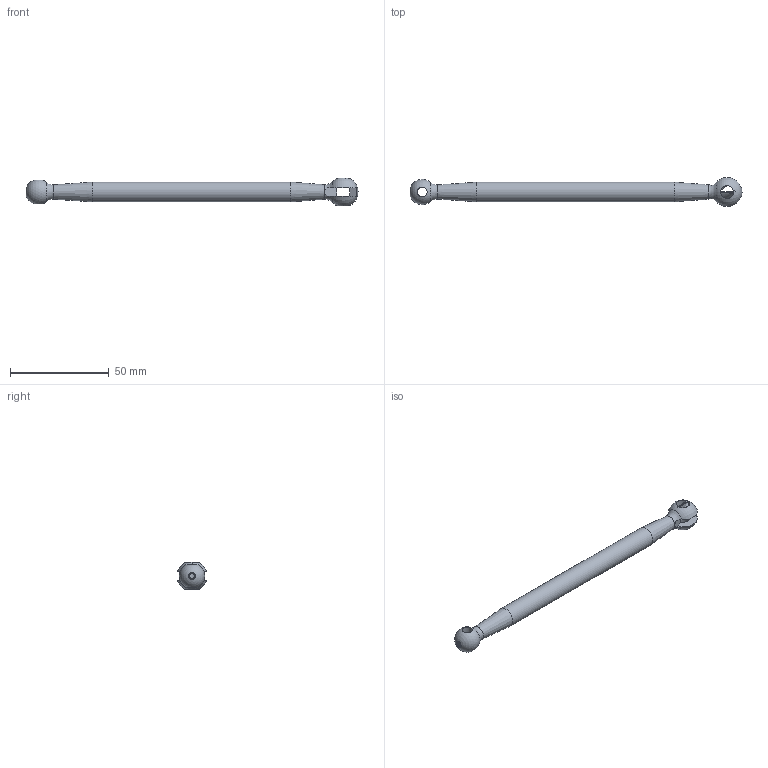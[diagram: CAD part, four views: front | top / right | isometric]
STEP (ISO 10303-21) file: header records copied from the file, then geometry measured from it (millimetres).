
FILE_DESCRIPTION(('CAx-IF Rec.Pracs.---Model Styling and Organization---1.5---2016-08-15','CAx-IF Rec.Pracs.---Geometric and Assembly Validation Properties---4.4---2016-08-17','CAx-IF Rec.Pracs.---User Defined Attributes---1.5---2016-08-15','CAx-IF Rec.Pracs.---External References---2.1---2005-01-19'),'2;1');
FILE_NAME('60696cardan3d.stp','2021-04-19T08:20:18',('Unspecified'),('Unspecified'),'CAD Exchanger 3.9.2 (cadexchanger.com)','Unspecified','');
FILE_SCHEMA(('AUTOMOTIVE_DESIGN { 1 0 10303 214 1 1 1 1 }'));
Length unit declared in the file: millimetre
Products named in the file (1): 60696cardan3d
Bounding box: 167.76 x 14.59 x 13.79 mm (x, y, z)
Volume: 11883.4 mm3; surface area: 5836.7 mm2
Topology: 1 solids, 1 shells, 34 faces, 105 edges, 62 vertices
Faces by surface type: plane 13, bspline 8, cylinder 7, torus 3, cone 2, sphere 1
Full cylindrical faces by diameter (mm): 5 x1, 6.5 x2, 10 x1
Entity records: 4848 total; most frequent: CARTESIAN_POINT 3789, ORIENTED_EDGE 206, DIRECTION 108, EDGE_CURVE 103, VERTEX_POINT 63, B_SPLINE_CURVE_WITH_KNOTS 52, AXIS2_PLACEMENT_3D 42, FACE_BOUND 36
